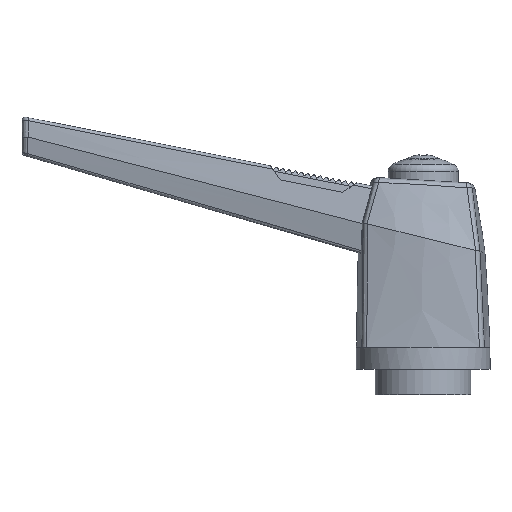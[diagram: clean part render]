
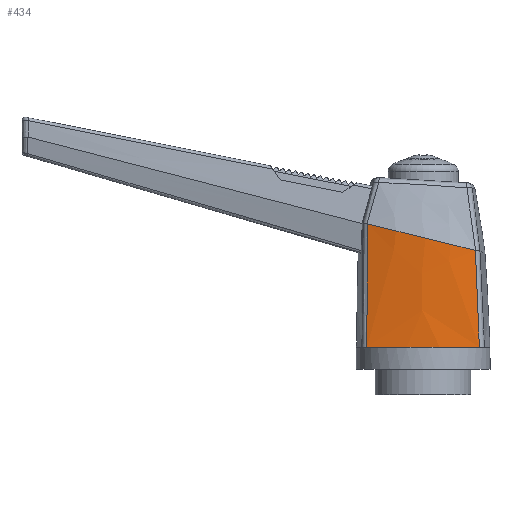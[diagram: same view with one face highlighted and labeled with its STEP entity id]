
A CAD part, front view. The second image highlights one B-rep face of the part: STEP entity #434.
In plain terms, the highlighted free-form (B-spline) face has degree [3, 3] with [6, 4] control points.
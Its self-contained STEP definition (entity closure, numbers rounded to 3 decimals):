
#434 = ADVANCED_FACE( '', ( #895 ), #896, .T. );
#895 = FACE_OUTER_BOUND( '', #3269, .T. );
#896 = B_SPLINE_SURFACE_WITH_KNOTS( '', 3, 3, ( ( #3270, #3271, #3272, #3273 ), ( #3274, #3275, #3276, #3277 ), ( #3278, #3279, #3280, #3281 ), ( #3282, #3283, #3284, #3285 ), ( #3286, #3287, #3288, #3289 ), ( #3290, #3291, #3292, #3293 ) ), .UNSPECIFIED., .F., .F., .F., ( 4, 2, 4 ), ( 4, 4 ), ( 0., 0.5, 1. ), ( 0., 1. ), .UNSPECIFIED. );
#3269 = EDGE_LOOP( '', ( #4686, #4687, #4688, #4689, #4690, #4691 ) );
#3270 = CARTESIAN_POINT( '', ( -9.476, -9.25, 0. ) );
#3271 = CARTESIAN_POINT( '', ( -9.428, -8.983, 6.495 ) );
#3272 = CARTESIAN_POINT( '', ( -9.38, -8.717, 12.99 ) );
#3273 = CARTESIAN_POINT( '', ( -9.333, -8.45, 19.486 ) );
#3274 = CARTESIAN_POINT( '', ( -6.364, -9.914, 0. ) );
#3275 = CARTESIAN_POINT( '', ( -6.392, -9.793, 6.26 ) );
#3276 = CARTESIAN_POINT( '', ( -6.42, -9.671, 12.52 ) );
#3277 = CARTESIAN_POINT( '', ( -6.449, -9.55, 18.779 ) );
#3278 = CARTESIAN_POINT( '', ( -3.182, -10.25, 0. ) );
#3279 = CARTESIAN_POINT( '', ( -3.252, -10.222, 6.01 ) );
#3280 = CARTESIAN_POINT( '', ( -3.322, -10.194, 12.02 ) );
#3281 = CARTESIAN_POINT( '', ( -3.392, -10.167, 18.031 ) );
#3282 = CARTESIAN_POINT( '', ( 3.182, -10.25, 0. ) );
#3283 = CARTESIAN_POINT( '', ( 3.04, -10.291, 5.508 ) );
#3284 = CARTESIAN_POINT( '', ( 2.897, -10.332, 11.017 ) );
#3285 = CARTESIAN_POINT( '', ( 2.755, -10.374, 16.525 ) );
#3286 = CARTESIAN_POINT( '', ( 6.364, -9.914, 0. ) );
#3287 = CARTESIAN_POINT( '', ( 6.19, -9.931, 5.256 ) );
#3288 = CARTESIAN_POINT( '', ( 6.017, -9.947, 10.513 ) );
#3289 = CARTESIAN_POINT( '', ( 5.844, -9.963, 15.769 ) );
#3290 = CARTESIAN_POINT( '', ( 9.476, -9.25, 0. ) );
#3291 = CARTESIAN_POINT( '', ( 9.248, -9.187, 5.016 ) );
#3292 = CARTESIAN_POINT( '', ( 9.02, -9.123, 10.031 ) );
#3293 = CARTESIAN_POINT( '', ( 8.792, -9.06, 15.047 ) );
#4686 = ORIENTED_EDGE( '', *, *, #4865, .F. );
#4687 = ORIENTED_EDGE( '', *, *, #5191, .T. );
#4688 = ORIENTED_EDGE( '', *, *, #4887, .T. );
#4689 = ORIENTED_EDGE( '', *, *, #4860, .T. );
#4690 = ORIENTED_EDGE( '', *, *, #4984, .T. );
#4691 = ORIENTED_EDGE( '', *, *, #5252, .T. );
#4860 = EDGE_CURVE( '', #5427, #5428, #5429, .T. );
#4865 = EDGE_CURVE( '', #5435, #5437, #5438, .T. );
#4887 = EDGE_CURVE( '', #5473, #5427, #5474, .T. );
#4984 = EDGE_CURVE( '', #5428, #5634, #5635, .T. );
#5191 = EDGE_CURVE( '', #5435, #5473, #5917, .T. );
#5252 = EDGE_CURVE( '', #5634, #5437, #5987, .T. );
#5427 = VERTEX_POINT( '', #6353 );
#5428 = VERTEX_POINT( '', #6354 );
#5429 = B_SPLINE_CURVE_WITH_KNOTS( '', 3, ( #6355, #6356, #6357, #6358, #6359, #6360 ), .UNSPECIFIED., .F., .F., ( 4, 2, 4 ), ( 0.364, 0.5, 0.636 ), .UNSPECIFIED. );
#5435 = VERTEX_POINT( '', #6374 );
#5437 = VERTEX_POINT( '', #6379 );
#5438 = B_SPLINE_CURVE_WITH_KNOTS( '', 3, ( #6380, #6381, #6382, #6383, #6384, #6385, #6386, #6387, #6388, #6389 ), .UNSPECIFIED., .F., .F., ( 4, 2, 2, 2, 4 ), ( 0.032, 0.25, 0.5, 0.75, 0.967 ), .UNSPECIFIED. );
#5473 = VERTEX_POINT( '', #6565 );
#5474 = B_SPLINE_CURVE_WITH_KNOTS( '', 3, ( #6566, #6567, #6568, #6569 ), .UNSPECIFIED., .F., .F., ( 4, 4 ), ( 0.034, 0.364 ), .UNSPECIFIED. );
#5634 = VERTEX_POINT( '', #7006 );
#5635 = B_SPLINE_CURVE_WITH_KNOTS( '', 3, ( #7007, #7008, #7009, #7010 ), .UNSPECIFIED., .F., .F., ( 4, 4 ), ( 0.636, 0.965 ), .UNSPECIFIED. );
#5917 = B_SPLINE_CURVE_WITH_KNOTS( '', 3, ( #8229, #8230, #8231, #8232, #8233, #8234 ), .UNSPECIFIED., .F., .F., ( 4, 2, 4 ), ( 0., 0.01, 0.019 ), .UNSPECIFIED. );
#5987 = B_SPLINE_CURVE_WITH_KNOTS( '', 3, ( #8606, #8607, #8608, #8609 ), .UNSPECIFIED., .F., .F., ( 4, 4 ), ( 0., 0.015 ), .UNSPECIFIED. );
#6353 = CARTESIAN_POINT( '', ( -2.588, -10.176, 0. ) );
#6354 = CARTESIAN_POINT( '', ( 2.588, -10.176, 0. ) );
#6355 = CARTESIAN_POINT( '', ( -2.588, -10.176, 0. ) );
#6356 = CARTESIAN_POINT( '', ( -1.726, -10.225, 0. ) );
#6357 = CARTESIAN_POINT( '', ( -0.863, -10.25, 0. ) );
#6358 = CARTESIAN_POINT( '', ( 0.863, -10.25, 0. ) );
#6359 = CARTESIAN_POINT( '', ( 1.726, -10.225, 0. ) );
#6360 = CARTESIAN_POINT( '', ( 2.588, -10.176, 0. ) );
#6374 = CARTESIAN_POINT( '', ( -8.781, -8.654, 19.35 ) );
#6379 = CARTESIAN_POINT( '', ( 8.209, -9.232, 15.19 ) );
#6380 = CARTESIAN_POINT( '', ( -8.781, -8.654, 19.35 ) );
#6381 = CARTESIAN_POINT( '', ( -7.512, -9.108, 19.04 ) );
#6382 = CARTESIAN_POINT( '', ( -6.217, -9.468, 18.723 ) );
#6383 = CARTESIAN_POINT( '', ( -3.385, -10.04, 18.029 ) );
#6384 = CARTESIAN_POINT( '', ( -1.859, -10.218, 17.655 ) );
#6385 = CARTESIAN_POINT( '', ( 1.222, -10.322, 16.901 ) );
#6386 = CARTESIAN_POINT( '', ( 2.756, -10.246, 16.525 ) );
#6387 = CARTESIAN_POINT( '', ( 5.612, -9.867, 15.826 ) );
#6388 = CARTESIAN_POINT( '', ( 6.92, -9.597, 15.505 ) );
#6389 = CARTESIAN_POINT( '', ( 8.209, -9.232, 15.19 ) );
#6565 = CARTESIAN_POINT( '', ( -8.83, -9.383, 0. ) );
#6566 = CARTESIAN_POINT( '', ( -8.83, -9.383, 0. ) );
#6567 = CARTESIAN_POINT( '', ( -6.771, -9.791, 0. ) );
#6568 = CARTESIAN_POINT( '', ( -4.684, -10.056, 0. ) );
#6569 = CARTESIAN_POINT( '', ( -2.588, -10.176, 0. ) );
#7006 = CARTESIAN_POINT( '', ( 8.83, -9.383, 0. ) );
#7007 = CARTESIAN_POINT( '', ( 2.588, -10.176, 0. ) );
#7008 = CARTESIAN_POINT( '', ( 4.683, -10.056, 0. ) );
#7009 = CARTESIAN_POINT( '', ( 6.771, -9.791, 0. ) );
#7010 = CARTESIAN_POINT( '', ( 8.83, -9.383, 0. ) );
#8229 = CARTESIAN_POINT( '', ( -8.781, -8.654, 19.35 ) );
#8230 = CARTESIAN_POINT( '', ( -8.788, -8.777, 16.125 ) );
#8231 = CARTESIAN_POINT( '', ( -8.797, -8.899, 12.9 ) );
#8232 = CARTESIAN_POINT( '', ( -8.813, -9.142, 6.45 ) );
#8233 = CARTESIAN_POINT( '', ( -8.822, -9.263, 3.225 ) );
#8234 = CARTESIAN_POINT( '', ( -8.83, -9.383, 0. ) );
#8606 = CARTESIAN_POINT( '', ( 8.83, -9.383, 0. ) );
#8607 = CARTESIAN_POINT( '', ( 8.622, -9.334, 5.063 ) );
#8608 = CARTESIAN_POINT( '', ( 8.415, -9.283, 10.126 ) );
#8609 = CARTESIAN_POINT( '', ( 8.209, -9.232, 15.19 ) );
